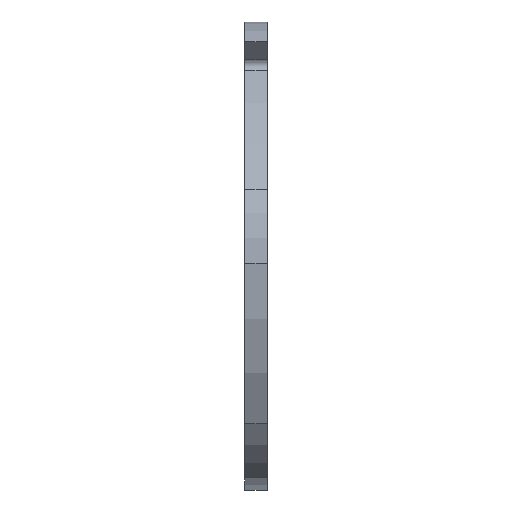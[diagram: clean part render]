
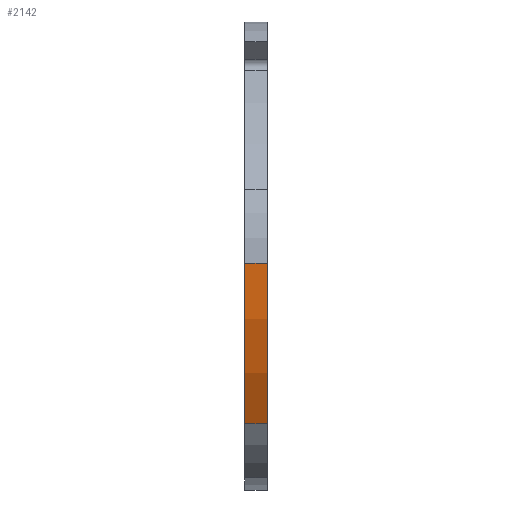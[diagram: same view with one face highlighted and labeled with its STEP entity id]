
A CAD part, front view. The second image highlights one B-rep face of the part: STEP entity #2142.
In plain terms, the highlighted cylindrical face has radius 90 mm (diameter 180 mm), a partial arc.
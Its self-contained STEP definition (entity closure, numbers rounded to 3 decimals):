
#58 = EDGE_CURVE ( 'NONE', #2022, #704, #1593, .T. ) ;
#63 = EDGE_CURVE ( 'NONE', #2206, #1970, #244, .T. ) ;
#190 = AXIS2_PLACEMENT_3D ( 'NONE', #305, #2234, #1880 ) ;
#236 = AXIS2_PLACEMENT_3D ( 'NONE', #1120, #1628, #588 ) ;
#244 = LINE ( 'NONE', #341, #1706 ) ;
#304 = CIRCLE ( 'NONE', #190, 90. ) ;
#305 = CARTESIAN_POINT ( 'NONE',  ( 3., 31., -0.125 ) ) ;
#341 = CARTESIAN_POINT ( 'NONE',  ( 0., -58.983, -1.897 ) ) ;
#365 = CARTESIAN_POINT ( 'NONE',  ( 3., -46.848, -45.288 ) ) ;
#542 = DIRECTION ( 'NONE',  ( 0., 0.866, -0.5 ) ) ;
#588 = DIRECTION ( 'NONE',  ( 0., 0., -1. ) ) ;
#640 = FACE_OUTER_BOUND ( 'NONE', #726, .T. ) ;
#652 = ORIENTED_EDGE ( 'NONE', *, *, #58, .T. ) ;
#690 = CARTESIAN_POINT ( 'NONE',  ( -3., 31., -0.125 ) ) ;
#704 = VERTEX_POINT ( 'NONE', #365 ) ;
#726 = EDGE_LOOP ( 'NONE', ( #1634, #730, #2215, #652 ) ) ;
#730 = ORIENTED_EDGE ( 'NONE', *, *, #63, .T. ) ;
#801 = CARTESIAN_POINT ( 'NONE',  ( -3., -58.983, -1.897 ) ) ;
#1120 = CARTESIAN_POINT ( 'NONE',  ( -3., 31., -0.125 ) ) ;
#1136 = CARTESIAN_POINT ( 'NONE',  ( -3., -46.848, -45.288 ) ) ;
#1191 = EDGE_CURVE ( 'NONE', #1970, #2022, #1240, .T. ) ;
#1240 = CIRCLE ( 'NONE', #2205, 90. ) ;
#1578 = CARTESIAN_POINT ( 'NONE',  ( -3., -46.848, -45.288 ) ) ;
#1593 = LINE ( 'NONE', #1578, #1723 ) ;
#1628 = DIRECTION ( 'NONE',  ( 1., 0., 0. ) ) ;
#1634 = ORIENTED_EDGE ( 'NONE', *, *, #1641, .F. ) ;
#1641 = EDGE_CURVE ( 'NONE', #2206, #704, #304, .T. ) ;
#1706 = VECTOR ( 'NONE', #2092, 1000. ) ;
#1723 = VECTOR ( 'NONE', #2104, 1000. ) ;
#1801 = CYLINDRICAL_SURFACE ( 'NONE', #236, 90. ) ;
#1880 = DIRECTION ( 'NONE',  ( 0., 0.866, -0.5 ) ) ;
#1970 = VERTEX_POINT ( 'NONE', #801 ) ;
#2022 = VERTEX_POINT ( 'NONE', #1136 ) ;
#2092 = DIRECTION ( 'NONE',  ( -1., 0., 0. ) ) ;
#2104 = DIRECTION ( 'NONE',  ( 1., 0., 0. ) ) ;
#2107 = DIRECTION ( 'NONE',  ( 1., 0., 0. ) ) ;
#2142 = ADVANCED_FACE ( 'NONE', ( #640 ), #1801, .T. ) ;
#2144 = CARTESIAN_POINT ( 'NONE',  ( 3., -58.983, -1.897 ) ) ;
#2205 = AXIS2_PLACEMENT_3D ( 'NONE', #690, #2107, #542 ) ;
#2206 = VERTEX_POINT ( 'NONE', #2144 ) ;
#2215 = ORIENTED_EDGE ( 'NONE', *, *, #1191, .T. ) ;
#2234 = DIRECTION ( 'NONE',  ( 1., 0., 0. ) ) ;
